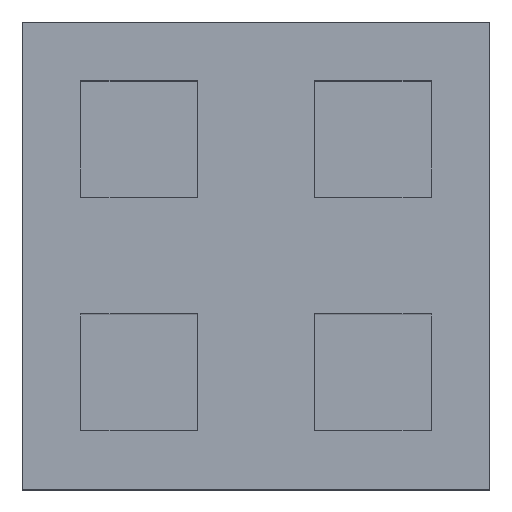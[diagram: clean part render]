
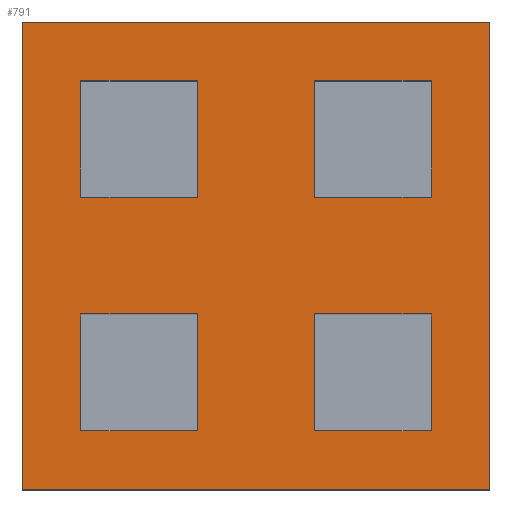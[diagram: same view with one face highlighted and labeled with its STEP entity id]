
A CAD part, top view. The second image highlights one B-rep face of the part: STEP entity #791.
In plain terms, the highlighted planar face has unit normal (0, 0, 1).
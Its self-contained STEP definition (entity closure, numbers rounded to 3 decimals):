
#18=FACE_BOUND('',#84,.T.);
#19=FACE_BOUND('',#85,.T.);
#20=FACE_BOUND('',#86,.T.);
#21=FACE_BOUND('',#87,.T.);
#33=FACE_OUTER_BOUND('',#83,.T.);
#83=EDGE_LOOP('',(#560,#561,#562,#563));
#84=EDGE_LOOP('',(#564,#565,#566,#567));
#85=EDGE_LOOP('',(#568,#569,#570,#571));
#86=EDGE_LOOP('',(#572,#573,#574,#575));
#87=EDGE_LOOP('',(#576,#577,#578,#579));
#130=LINE('',#1102,#238);
#134=LINE('',#1109,#242);
#154=LINE('',#1149,#262);
#155=LINE('',#1151,#263);
#156=LINE('',#1155,#264);
#157=LINE('',#1157,#265);
#158=LINE('',#1159,#266);
#159=LINE('',#1160,#267);
#160=LINE('',#1163,#268);
#161=LINE('',#1165,#269);
#162=LINE('',#1167,#270);
#163=LINE('',#1168,#271);
#164=LINE('',#1171,#272);
#165=LINE('',#1173,#273);
#166=LINE('',#1175,#274);
#167=LINE('',#1176,#275);
#168=LINE('',#1179,#276);
#169=LINE('',#1181,#277);
#170=LINE('',#1183,#278);
#171=LINE('',#1184,#279);
#238=VECTOR('',#898,10.);
#242=VECTOR('',#904,50.);
#262=VECTOR('',#928,4.);
#263=VECTOR('',#931,50.);
#264=VECTOR('',#934,1.);
#265=VECTOR('',#935,1.);
#266=VECTOR('',#936,1.);
#267=VECTOR('',#937,1.);
#268=VECTOR('',#938,1.);
#269=VECTOR('',#939,1.);
#270=VECTOR('',#940,1.);
#271=VECTOR('',#941,1.);
#272=VECTOR('',#942,1.);
#273=VECTOR('',#943,1.);
#274=VECTOR('',#944,1.);
#275=VECTOR('',#945,1.);
#276=VECTOR('',#946,1.);
#277=VECTOR('',#947,1.);
#278=VECTOR('',#948,1.);
#279=VECTOR('',#949,1.);
#346=VERTEX_POINT('',#1099);
#347=VERTEX_POINT('',#1101);
#349=VERTEX_POINT('',#1107);
#367=VERTEX_POINT('',#1147);
#368=VERTEX_POINT('',#1153);
#369=VERTEX_POINT('',#1154);
#370=VERTEX_POINT('',#1156);
#371=VERTEX_POINT('',#1158);
#372=VERTEX_POINT('',#1161);
#373=VERTEX_POINT('',#1162);
#374=VERTEX_POINT('',#1164);
#375=VERTEX_POINT('',#1166);
#376=VERTEX_POINT('',#1169);
#377=VERTEX_POINT('',#1170);
#378=VERTEX_POINT('',#1172);
#379=VERTEX_POINT('',#1174);
#380=VERTEX_POINT('',#1177);
#381=VERTEX_POINT('',#1178);
#382=VERTEX_POINT('',#1180);
#383=VERTEX_POINT('',#1182);
#418=EDGE_CURVE('',#347,#346,#130,.T.);
#422=EDGE_CURVE('',#346,#349,#134,.T.);
#442=EDGE_CURVE('',#349,#367,#154,.T.);
#443=EDGE_CURVE('',#367,#347,#155,.T.);
#444=EDGE_CURVE('',#368,#369,#156,.T.);
#445=EDGE_CURVE('',#370,#368,#157,.T.);
#446=EDGE_CURVE('',#371,#370,#158,.T.);
#447=EDGE_CURVE('',#369,#371,#159,.T.);
#448=EDGE_CURVE('',#372,#373,#160,.T.);
#449=EDGE_CURVE('',#374,#372,#161,.T.);
#450=EDGE_CURVE('',#375,#374,#162,.T.);
#451=EDGE_CURVE('',#373,#375,#163,.T.);
#452=EDGE_CURVE('',#376,#377,#164,.T.);
#453=EDGE_CURVE('',#378,#376,#165,.T.);
#454=EDGE_CURVE('',#379,#378,#166,.T.);
#455=EDGE_CURVE('',#377,#379,#167,.T.);
#456=EDGE_CURVE('',#380,#381,#168,.T.);
#457=EDGE_CURVE('',#382,#380,#169,.T.);
#458=EDGE_CURVE('',#383,#382,#170,.T.);
#459=EDGE_CURVE('',#381,#383,#171,.T.);
#560=ORIENTED_EDGE('',*,*,#418,.T.);
#561=ORIENTED_EDGE('',*,*,#422,.T.);
#562=ORIENTED_EDGE('',*,*,#442,.T.);
#563=ORIENTED_EDGE('',*,*,#443,.T.);
#564=ORIENTED_EDGE('',*,*,#444,.F.);
#565=ORIENTED_EDGE('',*,*,#445,.F.);
#566=ORIENTED_EDGE('',*,*,#446,.F.);
#567=ORIENTED_EDGE('',*,*,#447,.F.);
#568=ORIENTED_EDGE('',*,*,#448,.F.);
#569=ORIENTED_EDGE('',*,*,#449,.F.);
#570=ORIENTED_EDGE('',*,*,#450,.F.);
#571=ORIENTED_EDGE('',*,*,#451,.F.);
#572=ORIENTED_EDGE('',*,*,#452,.F.);
#573=ORIENTED_EDGE('',*,*,#453,.F.);
#574=ORIENTED_EDGE('',*,*,#454,.F.);
#575=ORIENTED_EDGE('',*,*,#455,.F.);
#576=ORIENTED_EDGE('',*,*,#456,.F.);
#577=ORIENTED_EDGE('',*,*,#457,.F.);
#578=ORIENTED_EDGE('',*,*,#458,.F.);
#579=ORIENTED_EDGE('',*,*,#459,.F.);
#745=PLANE('',#851);
#791=ADVANCED_FACE('',(#33,#18,#19,#20,#21),#745,.T.);
#851=AXIS2_PLACEMENT_3D('',#1152,#932,#933);
#898=DIRECTION('',(0.,1.,0.));
#904=DIRECTION('',(-1.,0.,0.));
#928=DIRECTION('',(0.,-1.,0.));
#931=DIRECTION('',(1.,0.,0.));
#932=DIRECTION('center_axis',(0.,0.,1.));
#933=DIRECTION('ref_axis',(1.,0.,0.));
#934=DIRECTION('',(-1.,0.,0.));
#935=DIRECTION('',(0.,1.,0.));
#936=DIRECTION('',(1.,0.,0.));
#937=DIRECTION('',(0.,-1.,0.));
#938=DIRECTION('',(0.,-1.,0.));
#939=DIRECTION('',(-1.,0.,0.));
#940=DIRECTION('',(0.,1.,0.));
#941=DIRECTION('',(1.,0.,0.));
#942=DIRECTION('',(0.,-1.,0.));
#943=DIRECTION('',(-1.,0.,0.));
#944=DIRECTION('',(0.,1.,0.));
#945=DIRECTION('',(1.,0.,0.));
#946=DIRECTION('',(0.,-1.,0.));
#947=DIRECTION('',(-1.,0.,0.));
#948=DIRECTION('',(0.,1.,0.));
#949=DIRECTION('',(1.,0.,0.));
#1099=CARTESIAN_POINT('',(-21.,2.,4.));
#1101=CARTESIAN_POINT('',(-21.,-2.,4.));
#1102=CARTESIAN_POINT('',(-21.,0.,4.));
#1107=CARTESIAN_POINT('',(-25.,2.,4.));
#1109=CARTESIAN_POINT('',(25.,2.,4.));
#1147=CARTESIAN_POINT('',(-25.,-2.,4.));
#1149=CARTESIAN_POINT('',(-25.,2.,4.));
#1151=CARTESIAN_POINT('',(-25.,-2.,4.));
#1152=CARTESIAN_POINT('Origin',(0.,0.,4.));
#1153=CARTESIAN_POINT('',(-21.5,-0.5,4.));
#1154=CARTESIAN_POINT('',(-22.5,-0.5,4.));
#1155=CARTESIAN_POINT('',(-21.5,-0.5,4.));
#1156=CARTESIAN_POINT('',(-21.5,-1.5,4.));
#1157=CARTESIAN_POINT('',(-21.5,-1.5,4.));
#1158=CARTESIAN_POINT('',(-22.5,-1.5,4.));
#1159=CARTESIAN_POINT('',(-22.5,-1.5,4.));
#1160=CARTESIAN_POINT('',(-22.5,-0.5,4.));
#1161=CARTESIAN_POINT('',(-22.5,1.5,4.));
#1162=CARTESIAN_POINT('',(-22.5,0.5,4.));
#1163=CARTESIAN_POINT('',(-22.5,1.5,4.));
#1164=CARTESIAN_POINT('',(-21.5,1.5,4.));
#1165=CARTESIAN_POINT('',(-21.5,1.5,4.));
#1166=CARTESIAN_POINT('',(-21.5,0.5,4.));
#1167=CARTESIAN_POINT('',(-21.5,0.5,4.));
#1168=CARTESIAN_POINT('',(-22.5,0.5,4.));
#1169=CARTESIAN_POINT('',(-24.5,-0.5,4.));
#1170=CARTESIAN_POINT('',(-24.5,-1.5,4.));
#1171=CARTESIAN_POINT('',(-24.5,-0.5,4.));
#1172=CARTESIAN_POINT('',(-23.5,-0.5,4.));
#1173=CARTESIAN_POINT('',(-23.5,-0.5,4.));
#1174=CARTESIAN_POINT('',(-23.5,-1.5,4.));
#1175=CARTESIAN_POINT('',(-23.5,-1.5,4.));
#1176=CARTESIAN_POINT('',(-24.5,-1.5,4.));
#1177=CARTESIAN_POINT('',(-24.5,1.5,4.));
#1178=CARTESIAN_POINT('',(-24.5,0.5,4.));
#1179=CARTESIAN_POINT('',(-24.5,1.5,4.));
#1180=CARTESIAN_POINT('',(-23.5,1.5,4.));
#1181=CARTESIAN_POINT('',(-23.5,1.5,4.));
#1182=CARTESIAN_POINT('',(-23.5,0.5,4.));
#1183=CARTESIAN_POINT('',(-23.5,0.5,4.));
#1184=CARTESIAN_POINT('',(-24.5,0.5,4.));
